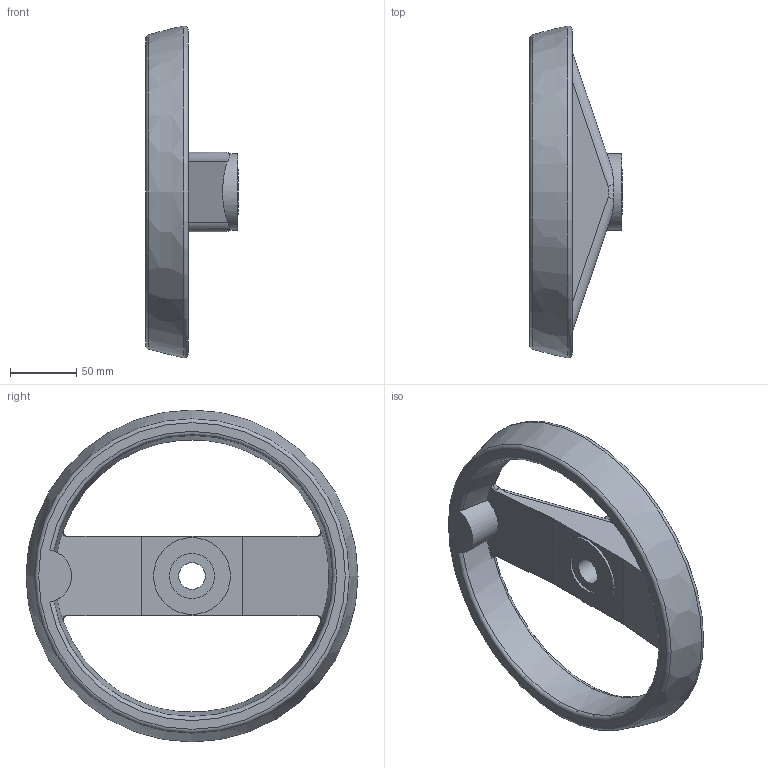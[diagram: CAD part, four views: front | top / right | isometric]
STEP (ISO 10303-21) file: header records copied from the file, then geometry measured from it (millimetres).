
FILE_DESCRIPTION(/* description */ (''),/* implementation_level */ '2;1');
FILE_NAME(/* name */ 'NTW250.dxf',/* time_stamp */ '2012-11-23T16:23:52+08:00',/* author */ (''),/* organization */ (''),/* preprocessor_version */ 'ST-DEVELOPER v9',/* originating_system */ 'UGS - NX 4.0',/* authorisation */ '');
FILE_SCHEMA (('CONFIG_CONTROL_DESIGN'));
Length unit declared in the file: millimetre
Products named in the file (1): Admi6F69xlzi
Bounding box: 70 x 250.61 x 250.61 mm (x, y, z)
Volume: 662736.5 mm3; surface area: 103436.4 mm2
Topology: 1 solids, 1 shells, 40 faces, 105 edges, 68 vertices
Faces by surface type: plane 13, cylinder 10, bspline 9, torus 7, cone 1
Full cylindrical faces by diameter (mm): 20 x1, 34 x2, 58 x2
Entity records: 1605 total; most frequent: CARTESIAN_POINT 623, ORIENTED_EDGE 192, DIRECTION 166, EDGE_CURVE 96, AXIS2_PLACEMENT_3D 72, VERTEX_POINT 67, EDGE_LOOP 55, ADVANCED_FACE 40
